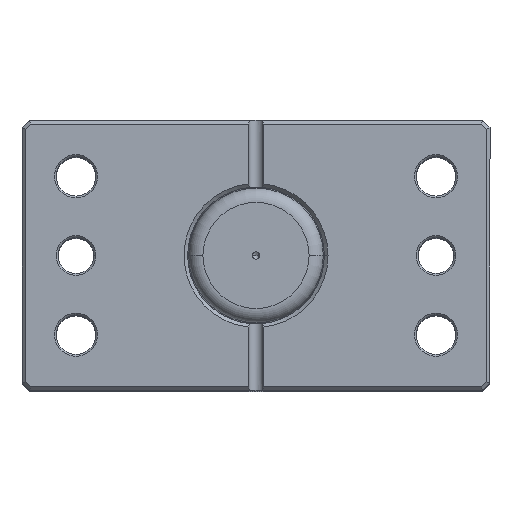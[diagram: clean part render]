
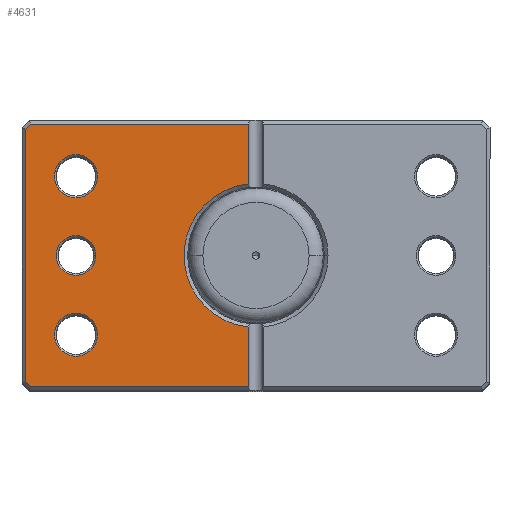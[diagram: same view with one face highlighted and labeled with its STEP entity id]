
A CAD part, top view. The second image highlights one B-rep face of the part: STEP entity #4631.
In plain terms, the highlighted face is planar.
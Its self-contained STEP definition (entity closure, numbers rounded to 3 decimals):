
#1 = ORIENTED_EDGE ( 'NONE', *, *, #5732, .T. ) ;
#48 = VERTEX_POINT ( 'NONE', #1110 ) ;
#59 = VERTEX_POINT ( 'NONE', #1428 ) ;
#68 = CIRCLE ( 'NONE', #2130, 6. ) ;
#94 = CARTESIAN_POINT ( 'NONE',  ( 49.543, 49.543, 0. ) ) ;
#116 = CARTESIAN_POINT ( 'NONE',  ( 64., 35.086, 0. ) ) ;
#150 = DIRECTION ( 'NONE',  ( 1., 0., 0. ) ) ;
#241 = ORIENTED_EDGE ( 'NONE', *, *, #857, .T. ) ;
#252 = EDGE_LOOP ( 'NONE', ( #508, #5591, #241, #4459, #2478, #3448, #4575, #2645 ) ) ;
#353 = VERTEX_POINT ( 'NONE', #6565 ) ;
#378 = CIRCLE ( 'NONE', #5056, 20. ) ;
#426 = VERTEX_POINT ( 'NONE', #1739 ) ;
#438 = VERTEX_POINT ( 'NONE', #4124 ) ;
#508 = ORIENTED_EDGE ( 'NONE', *, *, #841, .T. ) ;
#544 = CIRCLE ( 'NONE', #2720, 5.5 ) ;
#554 = VECTOR ( 'NONE', #2785, 1000. ) ;
#596 = EDGE_CURVE ( 'NONE', #2899, #59, #68, .T. ) ;
#741 = DIRECTION ( 'NONE',  ( -0.707, -0.707, 0. ) ) ;
#839 = CIRCLE ( 'NONE', #1689, 5.5 ) ;
#841 = EDGE_CURVE ( 'NONE', #426, #4392, #6821, .T. ) ;
#857 = EDGE_CURVE ( 'NONE', #353, #438, #6659, .T. ) ;
#893 = LINE ( 'NONE', #1989, #554 ) ;
#895 = CARTESIAN_POINT ( 'NONE',  ( 0., 0., 0. ) ) ;
#935 = DIRECTION ( 'NONE',  ( 1., 0., 0. ) ) ;
#972 = VECTOR ( 'NONE', #5395, 1000. ) ;
#982 = CARTESIAN_POINT ( 'NONE',  ( 2., 37.5, 0. ) ) ;
#986 = CARTESIAN_POINT ( 'NONE',  ( 50., 22., 0. ) ) ;
#1064 = CARTESIAN_POINT ( 'NONE',  ( 50., 0., 0. ) ) ;
#1110 = CARTESIAN_POINT ( 'NONE',  ( 55.5, 0., 0. ) ) ;
#1148 = CIRCLE ( 'NONE', #5833, 6. ) ;
#1363 = VERTEX_POINT ( 'NONE', #1784 ) ;
#1428 = CARTESIAN_POINT ( 'NONE',  ( 44., 22., 0. ) ) ;
#1458 = VERTEX_POINT ( 'NONE', #5967 ) ;
#1588 = FACE_OUTER_BOUND ( 'NONE', #252, .T. ) ;
#1620 = DIRECTION ( 'NONE',  ( 1., 0., 0. ) ) ;
#1684 = VECTOR ( 'NONE', #5011, 1000. ) ;
#1689 = AXIS2_PLACEMENT_3D ( 'NONE', #3758, #2630, #935 ) ;
#1739 = CARTESIAN_POINT ( 'NONE',  ( 2., -36.5, 0. ) ) ;
#1784 = CARTESIAN_POINT ( 'NONE',  ( 64., -35.086, 0. ) ) ;
#1786 = CARTESIAN_POINT ( 'NONE',  ( 49.543, -49.543, 0. ) ) ;
#1889 = CARTESIAN_POINT ( 'NONE',  ( 50., 22., 0. ) ) ;
#1989 = CARTESIAN_POINT ( 'NONE',  ( 0., 36.5, 0. ) ) ;
#2130 = AXIS2_PLACEMENT_3D ( 'NONE', #1889, #4100, #2897 ) ;
#2258 = LINE ( 'NONE', #3664, #3908 ) ;
#2347 = CARTESIAN_POINT ( 'NONE',  ( 56., 22., 0. ) ) ;
#2372 = VERTEX_POINT ( 'NONE', #4509 ) ;
#2478 = ORIENTED_EDGE ( 'NONE', *, *, #3779, .T. ) ;
#2541 = EDGE_CURVE ( 'NONE', #4474, #48, #839, .T. ) ;
#2630 = DIRECTION ( 'NONE',  ( 0., 0., 1. ) ) ;
#2645 = ORIENTED_EDGE ( 'NONE', *, *, #6485, .T. ) ;
#2693 = DIRECTION ( 'NONE',  ( 1., 0., 0. ) ) ;
#2720 = AXIS2_PLACEMENT_3D ( 'NONE', #1064, #4918, #1620 ) ;
#2771 = ORIENTED_EDGE ( 'NONE', *, *, #2956, .T. ) ;
#2785 = DIRECTION ( 'NONE',  ( 1., 0., 0. ) ) ;
#2802 = EDGE_CURVE ( 'NONE', #2814, #1458, #4621, .T. ) ;
#2814 = VERTEX_POINT ( 'NONE', #3078 ) ;
#2884 = AXIS2_PLACEMENT_3D ( 'NONE', #986, #7083, #6963 ) ;
#2897 = DIRECTION ( 'NONE',  ( 1., 0., 0. ) ) ;
#2899 = VERTEX_POINT ( 'NONE', #2347 ) ;
#2929 = CARTESIAN_POINT ( 'NONE',  ( 64., 0., 0. ) ) ;
#2956 = EDGE_CURVE ( 'NONE', #59, #2899, #5388, .T. ) ;
#3050 = FACE_BOUND ( 'NONE', #5649, .T. ) ;
#3078 = CARTESIAN_POINT ( 'NONE',  ( 44., -22., 0. ) ) ;
#3099 = CARTESIAN_POINT ( 'NONE',  ( 50., -22., 0. ) ) ;
#3118 = DIRECTION ( 'NONE',  ( -1., 0., 0. ) ) ;
#3129 = DIRECTION ( 'NONE',  ( 0., 0., 1. ) ) ;
#3145 = DIRECTION ( 'NONE',  ( 1., 0., 0. ) ) ;
#3232 = FACE_BOUND ( 'NONE', #6810, .T. ) ;
#3360 = EDGE_LOOP ( 'NONE', ( #5072, #5980 ) ) ;
#3404 = EDGE_CURVE ( 'NONE', #1363, #4202, #3696, .T. ) ;
#3419 = PLANE ( 'NONE',  #4916 ) ;
#3448 = ORIENTED_EDGE ( 'NONE', *, *, #4364, .T. ) ;
#3514 = VECTOR ( 'NONE', #741, 1000. ) ;
#3664 = CARTESIAN_POINT ( 'NONE',  ( 0., -36.5, 0. ) ) ;
#3696 = LINE ( 'NONE', #1786, #3514 ) ;
#3747 = DIRECTION ( 'NONE',  ( 0., 1., 0. ) ) ;
#3748 = VECTOR ( 'NONE', #3747, 1000. ) ;
#3758 = CARTESIAN_POINT ( 'NONE',  ( 50., 0., 0. ) ) ;
#3779 = EDGE_CURVE ( 'NONE', #2372, #6713, #5479, .T. ) ;
#3788 = DIRECTION ( 'NONE',  ( 0.707, -0.707, 0. ) ) ;
#3908 = VECTOR ( 'NONE', #3118, 1000. ) ;
#4026 = DIRECTION ( 'NONE',  ( 0., 0., 1. ) ) ;
#4033 = VECTOR ( 'NONE', #3788, 1000. ) ;
#4100 = DIRECTION ( 'NONE',  ( 0., 0., 1. ) ) ;
#4124 = CARTESIAN_POINT ( 'NONE',  ( 2., 36.5, 0. ) ) ;
#4139 = ORIENTED_EDGE ( 'NONE', *, *, #596, .T. ) ;
#4202 = VERTEX_POINT ( 'NONE', #4426 ) ;
#4364 = EDGE_CURVE ( 'NONE', #6713, #1363, #4600, .T. ) ;
#4392 = VERTEX_POINT ( 'NONE', #5079 ) ;
#4404 = EDGE_CURVE ( 'NONE', #4392, #353, #378, .T. ) ;
#4426 = CARTESIAN_POINT ( 'NONE',  ( 62.586, -36.5, 0. ) ) ;
#4459 = ORIENTED_EDGE ( 'NONE', *, *, #4781, .T. ) ;
#4474 = VERTEX_POINT ( 'NONE', #4545 ) ;
#4498 = AXIS2_PLACEMENT_3D ( 'NONE', #3099, #3129, #3145 ) ;
#4509 = CARTESIAN_POINT ( 'NONE',  ( 62.586, 36.5, 0. ) ) ;
#4514 = FACE_BOUND ( 'NONE', #3360, .T. ) ;
#4545 = CARTESIAN_POINT ( 'NONE',  ( 44.5, 0., 0. ) ) ;
#4572 = CARTESIAN_POINT ( 'NONE',  ( 0., 0., 0. ) ) ;
#4575 = ORIENTED_EDGE ( 'NONE', *, *, #3404, .T. ) ;
#4600 = LINE ( 'NONE', #2929, #1684 ) ;
#4621 = CIRCLE ( 'NONE', #4498, 6. ) ;
#4631 = ADVANCED_FACE ( 'NONE', ( #3232, #4514, #3050, #1588 ), #3419, .F. ) ;
#4752 = CARTESIAN_POINT ( 'NONE',  ( 50., -22., 0. ) ) ;
#4781 = EDGE_CURVE ( 'NONE', #438, #2372, #893, .T. ) ;
#4798 = DIRECTION ( 'NONE',  ( 0., 0., 1. ) ) ;
#4824 = DIRECTION ( 'NONE',  ( 1., 0., 0. ) ) ;
#4916 = AXIS2_PLACEMENT_3D ( 'NONE', #895, #7095, #2693 ) ;
#4918 = DIRECTION ( 'NONE',  ( 0., 0., 1. ) ) ;
#4937 = EDGE_CURVE ( 'NONE', #1458, #2814, #1148, .T. ) ;
#5011 = DIRECTION ( 'NONE',  ( 0., -1., 0. ) ) ;
#5056 = AXIS2_PLACEMENT_3D ( 'NONE', #4572, #4026, #150 ) ;
#5072 = ORIENTED_EDGE ( 'NONE', *, *, #2802, .T. ) ;
#5079 = CARTESIAN_POINT ( 'NONE',  ( 2., -19.9, 0. ) ) ;
#5388 = CIRCLE ( 'NONE', #2884, 6. ) ;
#5395 = DIRECTION ( 'NONE',  ( 0., 1., 0. ) ) ;
#5479 = LINE ( 'NONE', #94, #4033 ) ;
#5591 = ORIENTED_EDGE ( 'NONE', *, *, #4404, .T. ) ;
#5649 = EDGE_LOOP ( 'NONE', ( #2771, #4139 ) ) ;
#5732 = EDGE_CURVE ( 'NONE', #48, #4474, #544, .T. ) ;
#5737 = ORIENTED_EDGE ( 'NONE', *, *, #2541, .T. ) ;
#5833 = AXIS2_PLACEMENT_3D ( 'NONE', #4752, #4798, #4824 ) ;
#5967 = CARTESIAN_POINT ( 'NONE',  ( 56., -22., 0. ) ) ;
#5980 = ORIENTED_EDGE ( 'NONE', *, *, #4937, .T. ) ;
#6485 = EDGE_CURVE ( 'NONE', #4202, #426, #2258, .T. ) ;
#6512 = CARTESIAN_POINT ( 'NONE',  ( 2., 37.5, 0. ) ) ;
#6565 = CARTESIAN_POINT ( 'NONE',  ( 2., 19.9, 0. ) ) ;
#6659 = LINE ( 'NONE', #982, #3748 ) ;
#6713 = VERTEX_POINT ( 'NONE', #116 ) ;
#6810 = EDGE_LOOP ( 'NONE', ( #5737, #1 ) ) ;
#6821 = LINE ( 'NONE', #6512, #972 ) ;
#6963 = DIRECTION ( 'NONE',  ( 1., 0., 0. ) ) ;
#7083 = DIRECTION ( 'NONE',  ( 0., 0., 1. ) ) ;
#7095 = DIRECTION ( 'NONE',  ( 0., 0., 1. ) ) ;
